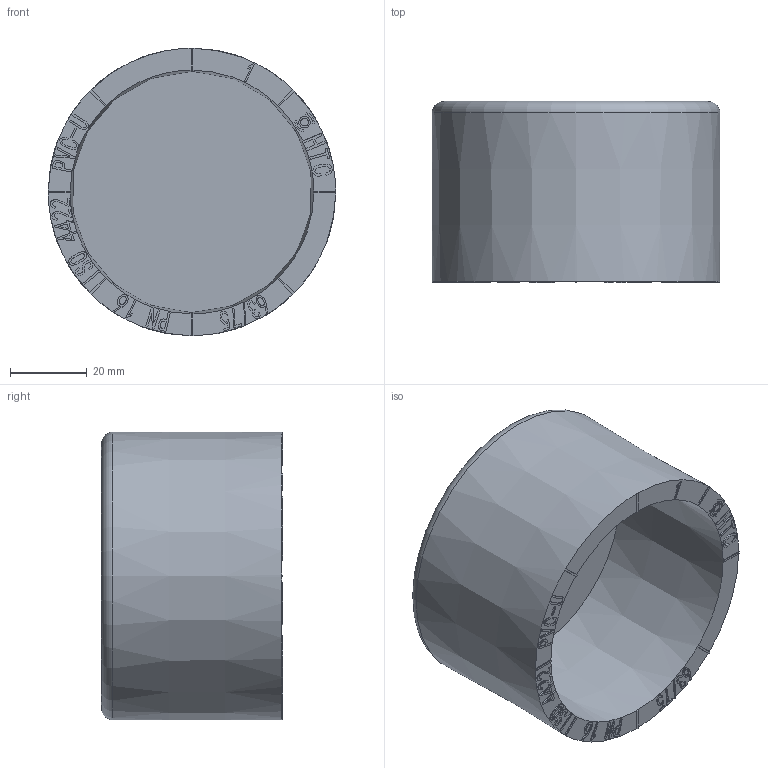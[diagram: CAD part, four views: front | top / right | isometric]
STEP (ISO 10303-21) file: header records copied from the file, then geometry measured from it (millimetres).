
FILE_DESCRIPTION(/* description */ (''),/* implementation_level */ '2;1');
FILE_NAME(/* name */ 'Z2A075063.stp',/* time_stamp */ '2025-06-13T09:04:26+08:00',/* author */ (''),/* organization */ (''),/* preprocessor_version */ 'ST-DEVELOPER v16.7',/* originating_system */ 'SIEMENS PLM Software NX 12.0',/* authorisation */ '');
FILE_SCHEMA (('AUTOMOTIVE_DESIGN { 1 0 10303 214 3 1 1 1 }'));
Length unit declared in the file: millimetre
Products named in the file (1): Admi1F200BFDrp77
Bounding box: 75.09 x 47.25 x 75.09 mm (x, y, z)
Volume: 88301.8 mm3; surface area: 27231.4 mm2
Topology: 1 solids, 1 shells, 1058 faces, 3028 edges, 2007 vertices
Faces by surface type: plane 1042, extrusion 7, cylinder 6, cone 2, torus 1
Full cylindrical faces by diameter (mm): 2 x1, 3 x1
Entity records: 38458 total; most frequent: CARTESIAN_POINT 14691, ORIENTED_EDGE 6042, DIRECTION 3195, EDGE_CURVE 3021, VERTEX_POINT 2005, B_SPLINE_CURVE_WITH_KNOTS 1959, EDGE_LOOP 1098, AXIS2_PLACEMENT_3D 1067
